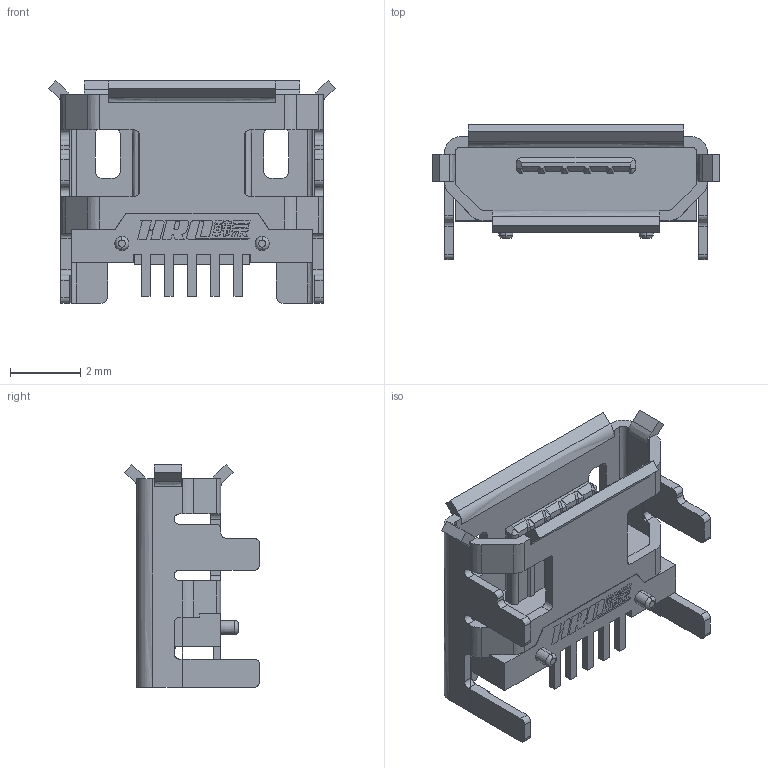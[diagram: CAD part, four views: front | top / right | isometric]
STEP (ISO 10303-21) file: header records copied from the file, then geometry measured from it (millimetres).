
FILE_DESCRIPTION((''),'2;1');
FILE_NAME('U-F-M5DD-Y-1','2021-10-12T',('Administrator'),(''),'CREO PARAMETRIC BY PTC INC, 2018070','CREO PARAMETRIC BY PTC INC, 2018070','');
FILE_SCHEMA(('AUTOMOTIVE_DESIGN { 1 0 10303 214 1 1 1 1 }'));
Length unit declared in the file: millimetre
Products named in the file (1): U-F-M5DD-Y-1
Bounding box: 8.17 x 3.85 x 6.34 mm (x, y, z)
Surface area: 239.7 mm2 (no closed solid volume)
Topology: 0 solids, 0 shells, 506 faces, 2530 edges, 2530 vertices
Faces by surface type: bspline 506
Entity records: 39647 total; most frequent: CARTESIAN_POINT 11025, DIRECTION 4129, TRIMMED_CURVE 3817, VECTOR 3505, LINE 3505, DEFINITIONAL_REPRESENTATION 2530, PCURVE 2530, COMPOSITE_CURVE_SEGMENT 2530
